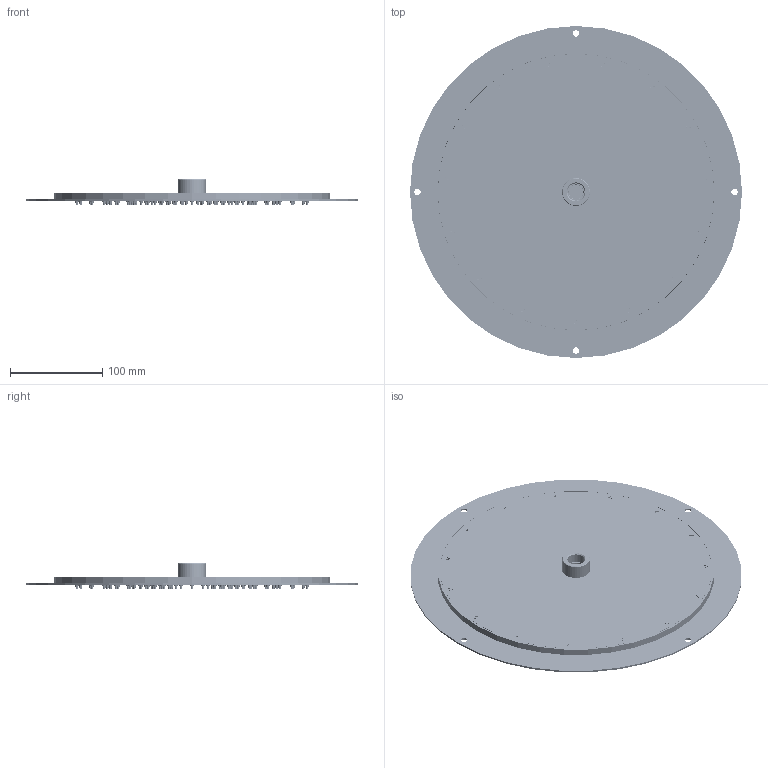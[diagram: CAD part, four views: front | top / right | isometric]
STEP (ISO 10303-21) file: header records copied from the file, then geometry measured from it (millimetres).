
FILE_DESCRIPTION(('STEP AP214'),'1');
FILE_NAME('Art.39205.stp','2022-09-05T07:36:26',(' '),(' '),'Spatial InterOp 3D',' ',' ');
FILE_SCHEMA(('AUTOMOTIVE_DESIGN { 1 0 10303 214 1 1 1 1 }'));
Length unit declared in the file: millimetre
Products named in the file (1): Art.39205
Bounding box: 360.04 x 360.04 x 27.8 mm (x, y, z)
Volume: 352324.4 mm3; surface area: 390454.8 mm2
Topology: 1 solids, 19 shells, 2933 faces, 7031 edges, 4583 vertices
Faces by surface type: torus 1153, plane 773, cylinder 696, cone 311
Full cylindrical faces by diameter (mm): 1.5 x126, 1.7 x126, 2.5 x15, 3 x15, 3.2 x15, 4.3 x15, 5 x15, 5.1 x15, 7 x19, 10 x126, 14 x1, 16.4 x1, 18.631 x1, 28 x1, 28.2 x1, 30 x1, 264.8 x2, 295.6 x1, 296 x1, 360.044 x1
Entity records: 93226 total; most frequent: DIRECTION 13018, CARTESIAN_POINT 12265, ORIENTED_EDGE 8456, AXIS2_PLACEMENT_3D 6100, EDGE_LOOP 5532, FACE_OUTER_BOUND 4568, EDGE_CURVE 4228, VERTEX_POINT 3636
